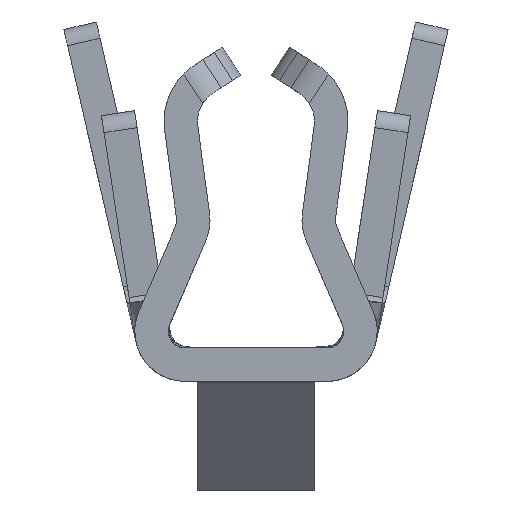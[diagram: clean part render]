
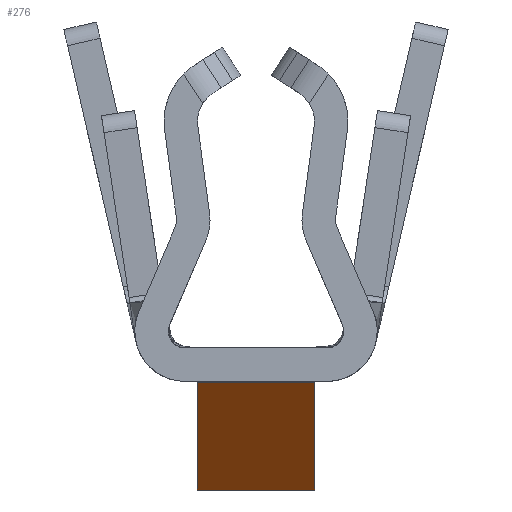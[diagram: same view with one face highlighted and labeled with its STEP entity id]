
A CAD part, front view. The second image highlights one B-rep face of the part: STEP entity #276.
In plain terms, the highlighted planar face has unit normal (0, -0.41, -0.912).
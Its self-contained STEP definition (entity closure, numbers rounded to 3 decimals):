
#276 = ADVANCED_FACE( '', ( #596 ), #597, .F. );
#596 = FACE_OUTER_BOUND( '', #1320, .T. );
#597 = PLANE( '', #1321 );
#1320 = EDGE_LOOP( '', ( #2206, #2207, #2208, #2209 ) );
#1321 = AXIS2_PLACEMENT_3D( '', #2210, #2211, #2212 );
#2206 = ORIENTED_EDGE( '', *, *, #3026, .T. );
#2207 = ORIENTED_EDGE( '', *, *, #2941, .F. );
#2208 = ORIENTED_EDGE( '', *, *, #3027, .F. );
#2209 = ORIENTED_EDGE( '', *, *, #3022, .T. );
#2210 = CARTESIAN_POINT( '', ( 0.35, -6.209, -0.009 ) );
#2211 = DIRECTION( '', ( 0., 0.41, 0.912 ) );
#2212 = DIRECTION( '', ( 0., -0.912, 0.41 ) );
#2941 = EDGE_CURVE( '', #3545, #3543, #3547, .T. );
#3022 = EDGE_CURVE( '', #3658, #3656, #3659, .T. );
#3026 = EDGE_CURVE( '', #3656, #3543, #3663, .T. );
#3027 = EDGE_CURVE( '', #3658, #3545, #3664, .T. );
#3543 = VERTEX_POINT( '', #4523 );
#3545 = VERTEX_POINT( '', #4526 );
#3547 = LINE( '', #4529, #4530 );
#3656 = VERTEX_POINT( '', #4732 );
#3658 = VERTEX_POINT( '', #4734 );
#3659 = LINE( '', #4735, #4736 );
#3663 = LINE( '', #4741, #4742 );
#3664 = LINE( '', #4743, #4744 );
#4523 = CARTESIAN_POINT( '', ( -0.35, -4.782, -0.65 ) );
#4526 = CARTESIAN_POINT( '', ( 0.35, -4.782, -0.65 ) );
#4529 = CARTESIAN_POINT( '', ( 0.35, -4.782, -0.65 ) );
#4530 = VECTOR( '', #5190, 1000. );
#4732 = CARTESIAN_POINT( '', ( -0.35, -6.209, -0.009 ) );
#4734 = CARTESIAN_POINT( '', ( 0.35, -6.209, -0.009 ) );
#4735 = CARTESIAN_POINT( '', ( 0.35, -6.209, -0.009 ) );
#4736 = VECTOR( '', #5261, 1000. );
#4741 = CARTESIAN_POINT( '', ( -0.35, -6.209, -0.009 ) );
#4742 = VECTOR( '', #5266, 1000. );
#4743 = CARTESIAN_POINT( '', ( 0.35, -6.209, -0.009 ) );
#4744 = VECTOR( '', #5267, 1000. );
#5190 = DIRECTION( '', ( -1., 0., 0. ) );
#5261 = DIRECTION( '', ( -1., 0., 0. ) );
#5266 = DIRECTION( '', ( 0., 0.912, -0.41 ) );
#5267 = DIRECTION( '', ( 0., 0.912, -0.41 ) );
